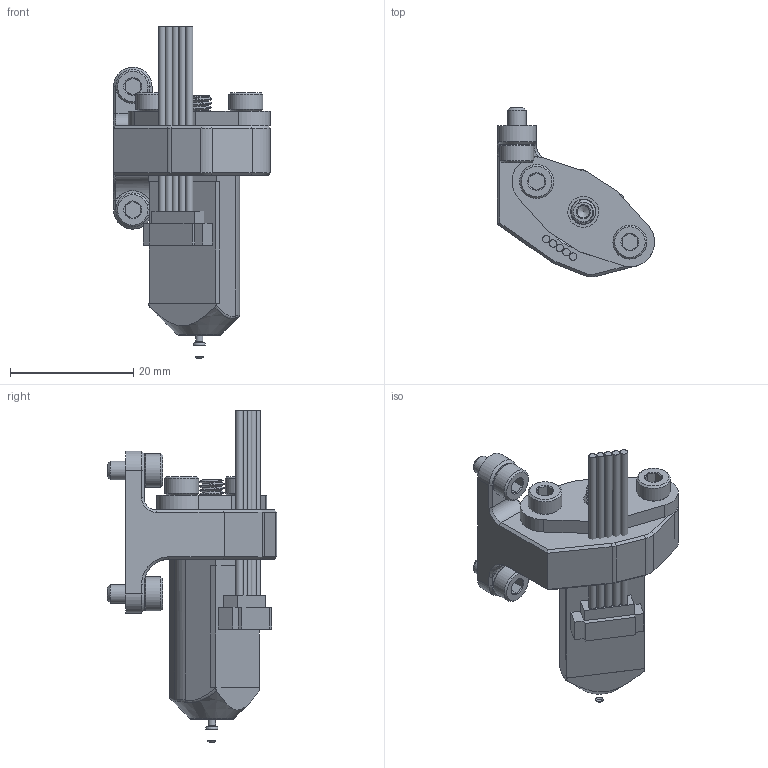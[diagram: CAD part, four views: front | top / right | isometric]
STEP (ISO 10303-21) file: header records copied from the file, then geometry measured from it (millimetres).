
FILE_DESCRIPTION(/* description */ (''),/* implementation_level */ '2;1');
FILE_NAME(/* name */ 'abl_bl_touch v41.step',/* time_stamp */ '2023-11-02T13:23:52-05:00',/* author */ (''),/* organization */ (''),/* preprocessor_version */ 'ST-DEVELOPER v20',/* originating_system */ 'Autodesk Translation Framework v12.14.0.127',/* authorisation */ '');
FILE_SCHEMA (('AUTOMOTIVE_DESIGN { 1 0 10303 214 3 1 1 }'));
Length unit declared in the file: millimetre
Products named in the file (6): abl_bl_touch; PN485; abl_bl_touch_1; Hardware; PN596; Screw, M3 x 6mm, SHCS
Assembly tree (9 placements, depth 3):
  abl_bl_touch
    PN485
    abl_bl_touch_1
    Hardware
      PN596  x2
      Screw, M3 x 6mm, SHCS  x4
Bounding box: 25.45 x 27.52 x 53.8 mm (x, y, z)
Volume: 7340.2 mm3; surface area: 5563.5 mm2
Topology: 8 solids, 8 shells, 527 faces, 1324 edges, 840 vertices
Faces by surface type: bspline 175, plane 146, cylinder 129, cone 73, torus 2, sphere 2
Full cylindrical faces by diameter (mm): 1.2 x6, 2.9 x2, 3 x5, 3.091 x6, 3.2 x2, 3.3 x2, 3.332 x5, 3.6 x2, 4 x3, 4.109 x5, 4.2 x2, 4.25 x2, 4.6 x2, 4.7 x2, 5.5 x4, 11 x1
Entity records: 18767 total; most frequent: CARTESIAN_POINT 10727, ORIENTED_EDGE 1754, DIRECTION 1403, EDGE_CURVE 877, VERTEX_POINT 557, AXIS2_PLACEMENT_3D 548, EDGE_LOOP 380, FACE_OUTER_BOUND 347
